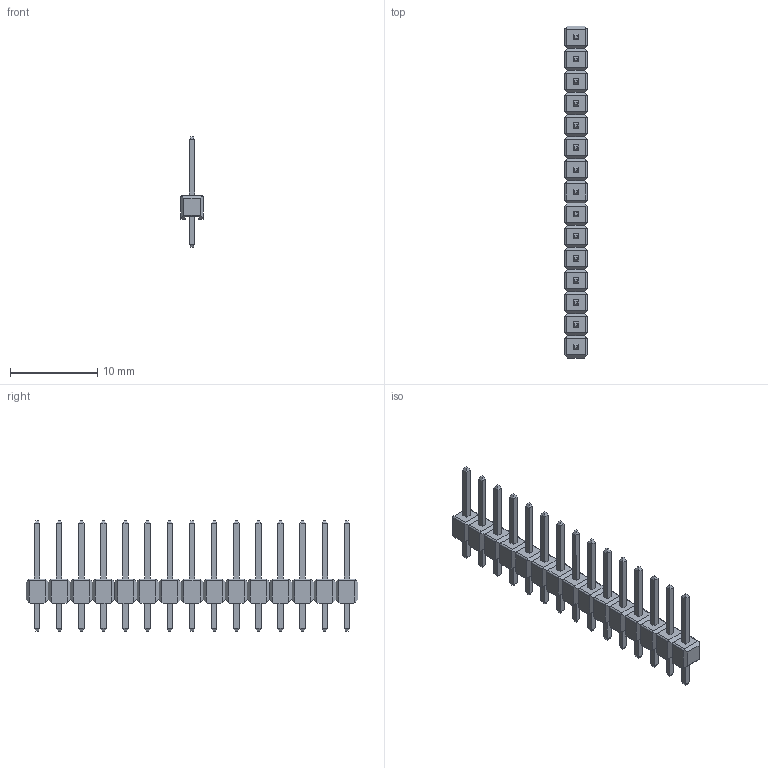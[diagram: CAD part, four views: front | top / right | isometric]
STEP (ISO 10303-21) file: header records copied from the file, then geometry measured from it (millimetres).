
FILE_DESCRIPTION(('FreeCAD Model'),'2;1');
FILE_NAME( 'Pin_Header_Straight_1x15.STEP', '2016-03-20T01:57:16',('Author'),(''), 'Open CASCADE STEP processor 6.8','FreeCAD','Unknown');
FILE_SCHEMA(('AUTOMOTIVE_DESIGN_CC2 { 1 2 10303 214 -1 1 5 4 }'));
Length unit declared in the file: millimetre
Products named in the file (31): Document; Document001; Document002; Document003; Document004; Document005; Document006; Document007; Document008; Document009; Document010; Document011; Document012; Document013; Document014; Document015; Document016; Document017; Document018; Document019; Document020; Document021; Document022; Document023; Document024; Document025; Document026; Document027; Document028; Document029; Document030
Bounding box: 2.54 x 38.1 x 12.7 mm (x, y, z)
Volume: 73.6 mm3; surface area: 1005.2 mm2
Topology: 15 solids, 30 shells, 542 faces, 1417 edges, 909 vertices
Faces by surface type: bspline 542
Entity records: 37324 total; most frequent: CARTESIAN_POINT 18401, B_SPLINE_CURVE_WITH_KNOTS 4125, ORIENTED_EDGE 2708, PCURVE 2708, DEFINITIONAL_REPRESENTATION 2708, EDGE_CURVE 1410, SURFACE_CURVE 1410, VERTEX_POINT 900
